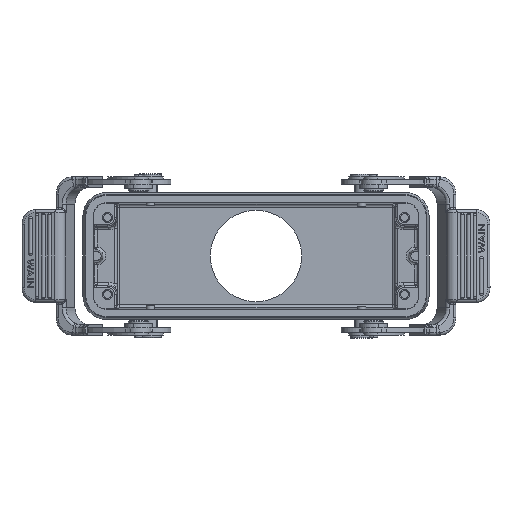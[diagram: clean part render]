
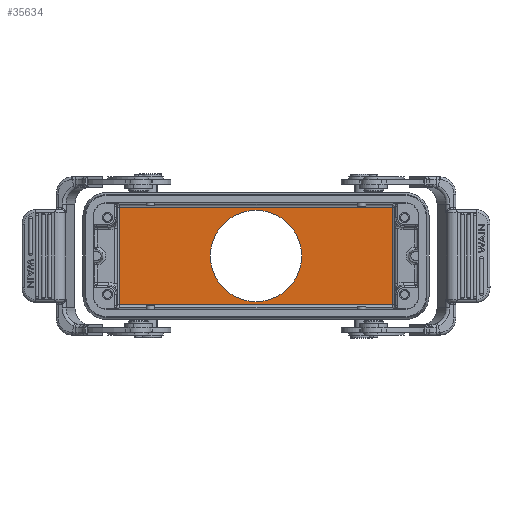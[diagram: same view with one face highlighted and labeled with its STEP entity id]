
A CAD part, front view. The second image highlights one B-rep face of the part: STEP entity #35634.
In plain terms, the highlighted planar face has unit normal (0, -1, 0).
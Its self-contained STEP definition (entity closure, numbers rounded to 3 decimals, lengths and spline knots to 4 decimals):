
#25712=DIRECTION('',(-1.,0.,0.));
#25713=VECTOR('',#25712,3.7508);
#25714=CARTESIAN_POINT('',(1.8754,1.1378,
-0.6746));
#25715=LINE('',#25714,#25713);
#25735=DIRECTION('',(0.,0.,1.));
#25736=VECTOR('',#25735,1.3492);
#25737=CARTESIAN_POINT('',(-1.8754,1.1378,
-0.6746));
#25738=LINE('',#25737,#25736);
#25758=DIRECTION('',(1.,0.,0.));
#25759=VECTOR('',#25758,3.7508);
#25760=CARTESIAN_POINT('',(-1.8754,1.1378,
0.6746));
#25761=LINE('',#25760,#25759);
#25920=DIRECTION('',(0.,0.,-1.));
#25921=VECTOR('',#25920,1.3492);
#25922=CARTESIAN_POINT('',(1.8754,1.1378,
0.6746));
#25923=LINE('',#25922,#25921);
#25924=CARTESIAN_POINT('',(0.,1.1378,0.));
#25925=DIRECTION('',(0.,-1.,0.));
#25926=DIRECTION('',(1.,0.,0.));
#25927=AXIS2_PLACEMENT_3D('',#25924,#25925,#25926);
#25929=CARTESIAN_POINT('',(0.,1.1378,0.));
#25930=DIRECTION('',(0.,-1.,0.));
#25931=DIRECTION('',(-1.,0.,0.));
#25932=AXIS2_PLACEMENT_3D('',#25929,#25930,#25931);
#31313=CARTESIAN_POINT('',(1.8754,1.1378,
-0.6746));
#31314=VERTEX_POINT('',#31313);
#31315=CARTESIAN_POINT('',(-1.8754,1.1378,
-0.6746));
#31316=VERTEX_POINT('',#31315);
#31317=CARTESIAN_POINT('',(-1.8754,1.1378,
0.6746));
#31318=VERTEX_POINT('',#31317);
#31319=CARTESIAN_POINT('',(1.8754,1.1378,
0.6746));
#31320=VERTEX_POINT('',#31319);
#31342=CARTESIAN_POINT('',(0.6299,1.1378,
0.));
#31343=CARTESIAN_POINT('',(-0.6299,1.1378,
0.));
#31344=VERTEX_POINT('',#31342);
#31345=VERTEX_POINT('',#31343);
#35617=CARTESIAN_POINT('',(0.,1.1378,
0.));
#35618=DIRECTION('',(0.,1.,0.));
#35619=DIRECTION('',(-1.,0.,0.));
#35620=AXIS2_PLACEMENT_3D('',#35617,#35618,#35619);
#35621=PLANE('',#35620);
#35622=ORIENTED_EDGE('',*,*,#35181,.T.);
#35623=ORIENTED_EDGE('',*,*,#35208,.T.);
#35624=ORIENTED_EDGE('',*,*,#35235,.T.);
#35625=ORIENTED_EDGE('',*,*,#35612,.T.);
#35626=EDGE_LOOP('',(#35622,#35623,#35624,#35625));
#35627=FACE_OUTER_BOUND('',#35626,.F.);
#35629=ORIENTED_EDGE('',*,*,#35628,.T.);
#35631=ORIENTED_EDGE('',*,*,#35630,.T.);
#35632=EDGE_LOOP('',(#35629,#35631));
#35633=FACE_BOUND('',#35632,.F.);
#35634=ADVANCED_FACE('',(#35627,#35633),#35621,.F.);
#25928=CIRCLE('',#25927,0.6299);
#25933=CIRCLE('',#25932,0.6299);
#35181=EDGE_CURVE('',#31314,#31316,#25715,.T.);
#35208=EDGE_CURVE('',#31316,#31318,#25738,.T.);
#35235=EDGE_CURVE('',#31318,#31320,#25761,.T.);
#35612=EDGE_CURVE('',#31320,#31314,#25923,.T.);
#35628=EDGE_CURVE('',#31344,#31345,#25928,.T.);
#35630=EDGE_CURVE('',#31345,#31344,#25933,.T.);
